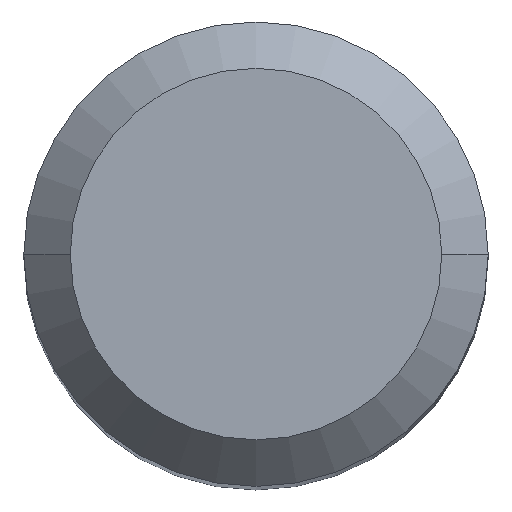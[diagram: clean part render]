
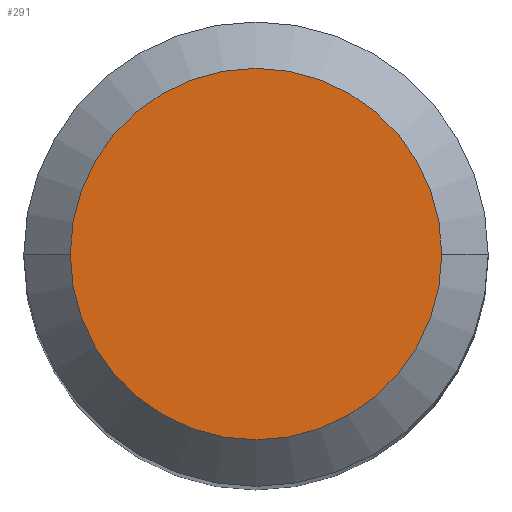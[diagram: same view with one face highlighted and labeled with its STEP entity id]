
A CAD part, top view. The second image highlights one B-rep face of the part: STEP entity #291.
In plain terms, the highlighted planar face has unit normal (0, 0, 1).
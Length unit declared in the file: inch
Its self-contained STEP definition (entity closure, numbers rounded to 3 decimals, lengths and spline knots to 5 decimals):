
#3 = CARTESIAN_POINT ( 'NONE',  ( -0.126, 0., 0. ) ) ;
#15 = DIRECTION ( 'NONE',  ( 0., 0., 1. ) ) ;
#55 = PLANE ( 'NONE',  #360 ) ;
#64 = DIRECTION ( 'NONE',  ( 1., 0., 0. ) ) ;
#67 = DIRECTION ( 'NONE',  ( 0., 0., 1. ) ) ;
#107 = EDGE_CURVE ( 'NONE', #174, #304, #476, .T. ) ;
#115 = ORIENTED_EDGE ( 'NONE', *, *, #107, .T. ) ;
#161 = FACE_OUTER_BOUND ( 'NONE', #295, .T. ) ;
#162 = DIRECTION ( 'NONE',  ( -1., 0., 0. ) ) ;
#174 = VERTEX_POINT ( 'NONE', #438 ) ;
#212 = AXIS2_PLACEMENT_3D ( 'NONE', #278, #67, #226 ) ;
#213 = CIRCLE ( 'NONE', #457, 0.126 ) ;
#215 = CARTESIAN_POINT ( 'NONE',  ( 0., 0., 0. ) ) ;
#226 = DIRECTION ( 'NONE',  ( 1., 0., 0. ) ) ;
#239 = DIRECTION ( 'NONE',  ( 0., 0., -1. ) ) ;
#278 = CARTESIAN_POINT ( 'NONE',  ( 0., 0., 0. ) ) ;
#291 = ADVANCED_FACE ( 'NONE', ( #161 ), #55, .F. ) ;
#295 = EDGE_LOOP ( 'NONE', ( #374, #115 ) ) ;
#304 = VERTEX_POINT ( 'NONE', #3 ) ;
#360 = AXIS2_PLACEMENT_3D ( 'NONE', #215, #239, #162 ) ;
#374 = ORIENTED_EDGE ( 'NONE', *, *, #387, .T. ) ;
#375 = CARTESIAN_POINT ( 'NONE',  ( 0., 0., 0. ) ) ;
#387 = EDGE_CURVE ( 'NONE', #304, #174, #213, .T. ) ;
#438 = CARTESIAN_POINT ( 'NONE',  ( 0.126, 0., 0. ) ) ;
#457 = AXIS2_PLACEMENT_3D ( 'NONE', #375, #15, #64 ) ;
#476 = CIRCLE ( 'NONE', #212, 0.126 ) ;
